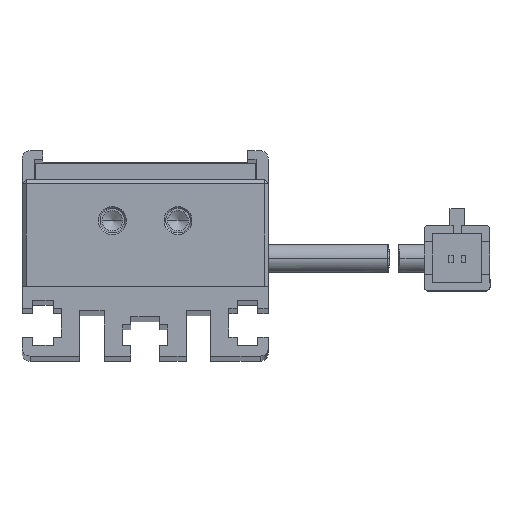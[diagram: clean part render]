
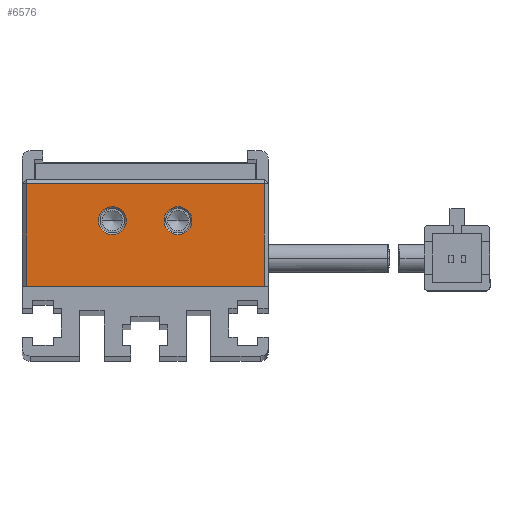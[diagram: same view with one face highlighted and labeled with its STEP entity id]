
A CAD part, top view. The second image highlights one B-rep face of the part: STEP entity #6576.
In plain terms, the highlighted planar face has unit normal (0, 0, 1).
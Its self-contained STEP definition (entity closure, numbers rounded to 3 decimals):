
#427 = AXIS2_PLACEMENT_3D ( 'NONE', #67664, #36385, #5161 ) ;
#1104 = DIRECTION ( 'NONE',  ( 0., 0., -1. ) ) ;
#2391 = CARTESIAN_POINT ( 'NONE',  ( 55.425, 19.196, 60. ) ) ;
#3717 = LINE ( 'NONE', #40368, #22466 ) ;
#3946 = ORIENTED_EDGE ( 'NONE', *, *, #23963, .T. ) ;
#5161 = DIRECTION ( 'NONE',  ( 1., 0., 0. ) ) ;
#6576 = ADVANCED_FACE ( 'NONE', ( #46480, #58765, #32581 ), #38205, .T. ) ;
#6894 = EDGE_CURVE ( 'NONE', #60201, #65084, #64413, .T. ) ;
#8035 = ORIENTED_EDGE ( 'NONE', *, *, #49309, .T. ) ;
#8880 = EDGE_LOOP ( 'NONE', ( #40193, #41041, #36812, #38177 ) ) ;
#9173 = DIRECTION ( 'NONE',  ( -1., 0., 0. ) ) ;
#9468 = VECTOR ( 'NONE', #13292, 1000. ) ;
#11174 = EDGE_CURVE ( 'NONE', #14262, #57623, #50391, .T. ) ;
#11778 = AXIS2_PLACEMENT_3D ( 'NONE', #22781, #59274, #28018 ) ;
#13292 = DIRECTION ( 'NONE',  ( 0., 1., 0. ) ) ;
#14068 = CARTESIAN_POINT ( 'NONE',  ( 26.425, 25.696, 60. ) ) ;
#14262 = VERTEX_POINT ( 'NONE', #21705 ) ;
#15639 = LINE ( 'NONE', #33101, #55632 ) ;
#16498 = DIRECTION ( 'NONE',  ( 0., 0., -1. ) ) ;
#16512 = ORIENTED_EDGE ( 'NONE', *, *, #51009, .T. ) ;
#17234 = CARTESIAN_POINT ( 'NONE',  ( 43.225, 27.196, 60. ) ) ;
#19324 = EDGE_CURVE ( 'NONE', #57623, #19849, #15639, .T. ) ;
#19849 = VERTEX_POINT ( 'NONE', #2391 ) ;
#21705 = CARTESIAN_POINT ( 'NONE',  ( 26.425, 31.696, 60. ) ) ;
#22466 = VECTOR ( 'NONE', #9173, 1000. ) ;
#22781 = CARTESIAN_POINT ( 'NONE',  ( 40.925, 25.696, 60. ) ) ;
#23072 = CIRCLE ( 'NONE', #37468, 1.7 ) ;
#23338 = LINE ( 'NONE', #23567, #9468 ) ;
#23567 = CARTESIAN_POINT ( 'NONE',  ( 55.425, 25.696, 60. ) ) ;
#23963 = EDGE_CURVE ( 'NONE', #29693, #38317, #35441, .T. ) ;
#28018 = DIRECTION ( 'NONE',  ( 1., 0., 0. ) ) ;
#29509 = EDGE_LOOP ( 'NONE', ( #8035, #30280 ) ) ;
#29693 = VERTEX_POINT ( 'NONE', #32555 ) ;
#30257 = CARTESIAN_POINT ( 'NONE',  ( 44.925, 27.196, 60. ) ) ;
#30280 = ORIENTED_EDGE ( 'NONE', *, *, #6894, .T. ) ;
#32199 = CARTESIAN_POINT ( 'NONE',  ( 36.925, 27.196, 60. ) ) ;
#32422 = EDGE_CURVE ( 'NONE', #19849, #58478, #23338, .T. ) ;
#32555 = CARTESIAN_POINT ( 'NONE',  ( 38.625, 27.196, 60. ) ) ;
#32581 = FACE_BOUND ( 'NONE', #33614, .T. ) ;
#33101 = CARTESIAN_POINT ( 'NONE',  ( 40.925, 19.196, 60. ) ) ;
#33614 = EDGE_LOOP ( 'NONE', ( #3946, #16512 ) ) ;
#34356 = EDGE_CURVE ( 'NONE', #58478, #14262, #3717, .T. ) ;
#34901 = AXIS2_PLACEMENT_3D ( 'NONE', #30257, #66753, #35485 ) ;
#35441 = CIRCLE ( 'NONE', #427, 1.7 ) ;
#35485 = DIRECTION ( 'NONE',  ( 1., 0., 0. ) ) ;
#36385 = DIRECTION ( 'NONE',  ( 0., 0., -1. ) ) ;
#36812 = ORIENTED_EDGE ( 'NONE', *, *, #19324, .T. ) ;
#37177 = AXIS2_PLACEMENT_3D ( 'NONE', #32199, #1104, #37452 ) ;
#37452 = DIRECTION ( 'NONE',  ( 1., 0., 0. ) ) ;
#37468 = AXIS2_PLACEMENT_3D ( 'NONE', #47720, #16498, #52970 ) ;
#38177 = ORIENTED_EDGE ( 'NONE', *, *, #32422, .T. ) ;
#38205 = PLANE ( 'NONE',  #11778 ) ;
#38317 = VERTEX_POINT ( 'NONE', #49895 ) ;
#38567 = DIRECTION ( 'NONE',  ( 1., 0., 0. ) ) ;
#40193 = ORIENTED_EDGE ( 'NONE', *, *, #34356, .T. ) ;
#40368 = CARTESIAN_POINT ( 'NONE',  ( 40.925, 31.696, 60. ) ) ;
#41041 = ORIENTED_EDGE ( 'NONE', *, *, #11174, .T. ) ;
#46480 = FACE_OUTER_BOUND ( 'NONE', #8880, .T. ) ;
#47720 = CARTESIAN_POINT ( 'NONE',  ( 44.925, 27.196, 60. ) ) ;
#48472 = CIRCLE ( 'NONE', #37177, 1.7 ) ;
#48743 = VECTOR ( 'NONE', #61077, 1000. ) ;
#49309 = EDGE_CURVE ( 'NONE', #65084, #60201, #23072, .T. ) ;
#49895 = CARTESIAN_POINT ( 'NONE',  ( 35.225, 27.196, 60. ) ) ;
#50391 = LINE ( 'NONE', #14068, #48743 ) ;
#51009 = EDGE_CURVE ( 'NONE', #38317, #29693, #48472, .T. ) ;
#52970 = DIRECTION ( 'NONE',  ( 1., 0., 0. ) ) ;
#55632 = VECTOR ( 'NONE', #38567, 1000. ) ;
#57325 = CARTESIAN_POINT ( 'NONE',  ( 46.625, 27.196, 60. ) ) ;
#57623 = VERTEX_POINT ( 'NONE', #59636 ) ;
#58478 = VERTEX_POINT ( 'NONE', #63432 ) ;
#58765 = FACE_BOUND ( 'NONE', #29509, .T. ) ;
#59274 = DIRECTION ( 'NONE',  ( 0., 0., 1. ) ) ;
#59636 = CARTESIAN_POINT ( 'NONE',  ( 26.425, 19.196, 60. ) ) ;
#60201 = VERTEX_POINT ( 'NONE', #17234 ) ;
#61077 = DIRECTION ( 'NONE',  ( 0., -1., 0. ) ) ;
#63432 = CARTESIAN_POINT ( 'NONE',  ( 55.425, 31.696, 60. ) ) ;
#64413 = CIRCLE ( 'NONE', #34901, 1.7 ) ;
#65084 = VERTEX_POINT ( 'NONE', #57325 ) ;
#66753 = DIRECTION ( 'NONE',  ( 0., 0., -1. ) ) ;
#67664 = CARTESIAN_POINT ( 'NONE',  ( 36.925, 27.196, 60. ) ) ;
